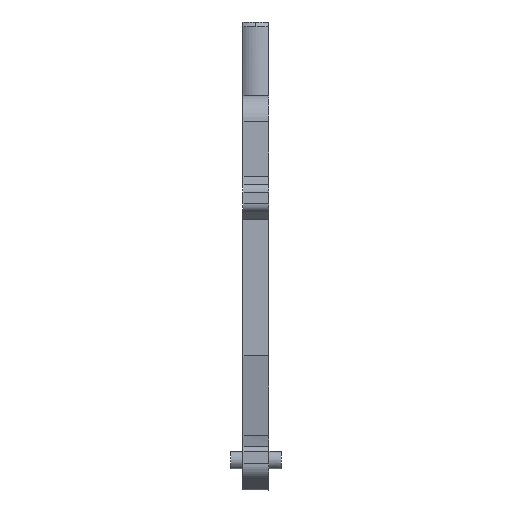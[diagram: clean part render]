
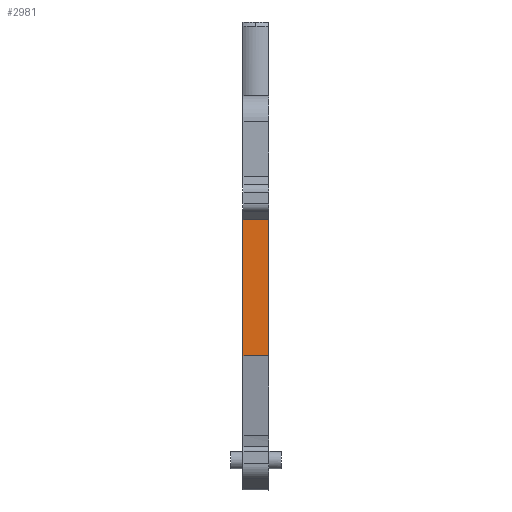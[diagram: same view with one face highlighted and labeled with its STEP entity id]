
A CAD part, front view. The second image highlights one B-rep face of the part: STEP entity #2981.
In plain terms, the highlighted planar face has unit normal (0, -1, 0).
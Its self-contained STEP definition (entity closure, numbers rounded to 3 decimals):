
#2961=AXIS2_PLACEMENT_3D('Plane Axis2P3D',#2958,#2959,#2960) ;
#771=CARTESIAN_POINT('Vertex',(1.4,2.2,15.5)) ;
#774=CARTESIAN_POINT('Line Origine',(1.4,2.2,23.35)) ;
#778=CARTESIAN_POINT('Vertex',(1.4,2.2,31.2)) ;
#2943=CARTESIAN_POINT('Vertex',(4.4,2.2,15.5)) ;
#2946=CARTESIAN_POINT('Line Origine',(2.9,2.2,15.5)) ;
#2958=CARTESIAN_POINT('Axis2P3D Location',(2.9,2.2,42.5)) ;
#2963=CARTESIAN_POINT('Line Origine',(4.4,2.2,23.35)) ;
#2967=CARTESIAN_POINT('Vertex',(4.4,2.2,31.2)) ;
#2970=CARTESIAN_POINT('Line Origine',(2.9,2.2,31.2)) ;
#775=DIRECTION('Vector Direction',(0.,0.,-1.)) ;
#2947=DIRECTION('Vector Direction',(1.,0.,0.)) ;
#2959=DIRECTION('Axis2P3D Direction',(0.,-1.,0.)) ;
#2960=DIRECTION('Axis2P3D XDirection',(1.,0.,0.)) ;
#2964=DIRECTION('Vector Direction',(0.,0.,1.)) ;
#2971=DIRECTION('Vector Direction',(-1.,0.,0.)) ;
#776=VECTOR('Line Direction',#775,1.) ;
#2948=VECTOR('Line Direction',#2947,1.) ;
#2965=VECTOR('Line Direction',#2964,1.) ;
#2972=VECTOR('Line Direction',#2971,1.) ;
#2976=ORIENTED_EDGE('',*,*,#2950,.T.) ;
#2977=ORIENTED_EDGE('',*,*,#2969,.T.) ;
#2978=ORIENTED_EDGE('',*,*,#2974,.T.) ;
#2979=ORIENTED_EDGE('',*,*,#780,.T.) ;
#2981=ADVANCED_FACE('Koerper.2',(#2980),#2962,.T.) ;
#780=EDGE_CURVE('',#779,#772,#777,.T.) ;
#2950=EDGE_CURVE('',#772,#2944,#2949,.T.) ;
#2969=EDGE_CURVE('',#2944,#2968,#2966,.T.) ;
#2974=EDGE_CURVE('',#2968,#779,#2973,.T.) ;
#2975=EDGE_LOOP('',(#2976,#2977,#2978,#2979)) ;
#2980=FACE_OUTER_BOUND('',#2975,.T.) ;
#777=LINE('Line',#774,#776) ;
#2949=LINE('Line',#2946,#2948) ;
#2966=LINE('Line',#2963,#2965) ;
#2973=LINE('Line',#2970,#2972) ;
#2962=PLANE('',#2961) ;
#772=VERTEX_POINT('',#771) ;
#779=VERTEX_POINT('',#778) ;
#2944=VERTEX_POINT('',#2943) ;
#2968=VERTEX_POINT('',#2967) ;
